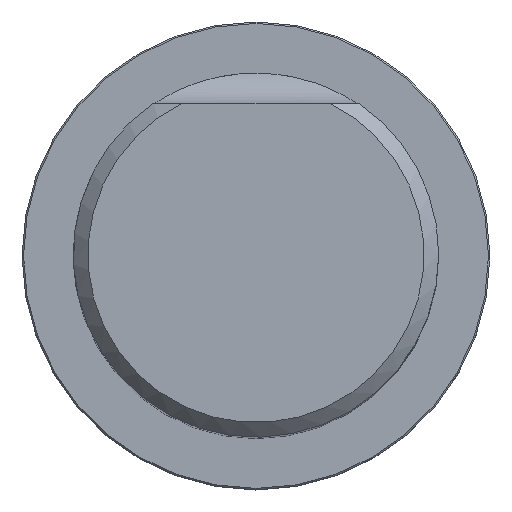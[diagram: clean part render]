
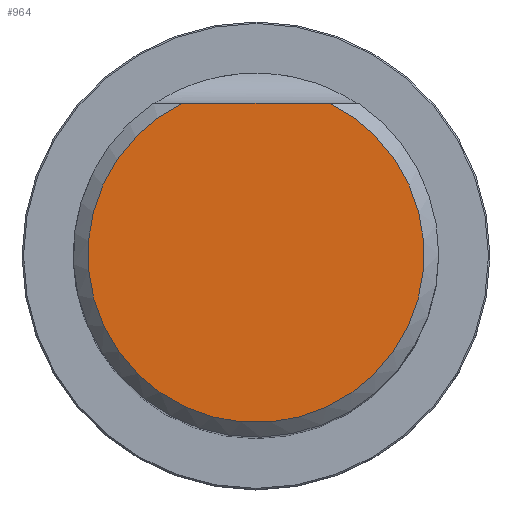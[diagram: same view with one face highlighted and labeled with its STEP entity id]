
A CAD part, top view. The second image highlights one B-rep face of the part: STEP entity #964.
In plain terms, the highlighted planar face has unit normal (0, 0, 1).
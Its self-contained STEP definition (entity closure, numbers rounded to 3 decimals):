
#285=PLANE('',#4998);
#426=LINE('',#7259,#669);
#669=VECTOR('',#5605,1.);
#964=ADVANCED_FACE('CU_SU_1',(#1298),#285,.T.);
#1298=FACE_OUTER_BOUND('',#1537,.T.);
#1537=EDGE_LOOP('',(#2247,#2248));
#1964=CIRCLE('',#4997,11.497);
#2247=ORIENTED_EDGE('',*,*,#4029,.F.);
#2248=ORIENTED_EDGE('',*,*,#4030,.F.);
#3549=VERTEX_POINT('',#7257);
#3550=VERTEX_POINT('',#7258);
#4029=EDGE_CURVE('',#3549,#3550,#1964,.T.);
#4030=EDGE_CURVE('',#3550,#3549,#426,.T.);
#4997=AXIS2_PLACEMENT_3D('',#7256,#5603,#5604);
#4998=AXIS2_PLACEMENT_3D('',#7260,#5606,#5607);
#5603=DIRECTION('',(0.,0.,-1.));
#5604=DIRECTION('',(1.,0.,0.));
#5605=DIRECTION('',(1.,0.,0.));
#5606=DIRECTION('',(0.,0.,1.));
#5607=DIRECTION('',(1.,0.,0.));
#7256=CARTESIAN_POINT('',(0.,0.,56.));
#7257=CARTESIAN_POINT('',(4.999,10.353,56.));
#7258=CARTESIAN_POINT('',(-4.999,10.353,56.));
#7259=CARTESIAN_POINT('',(-50.,10.353,56.));
#7260=CARTESIAN_POINT('',(0.,0.,56.));
